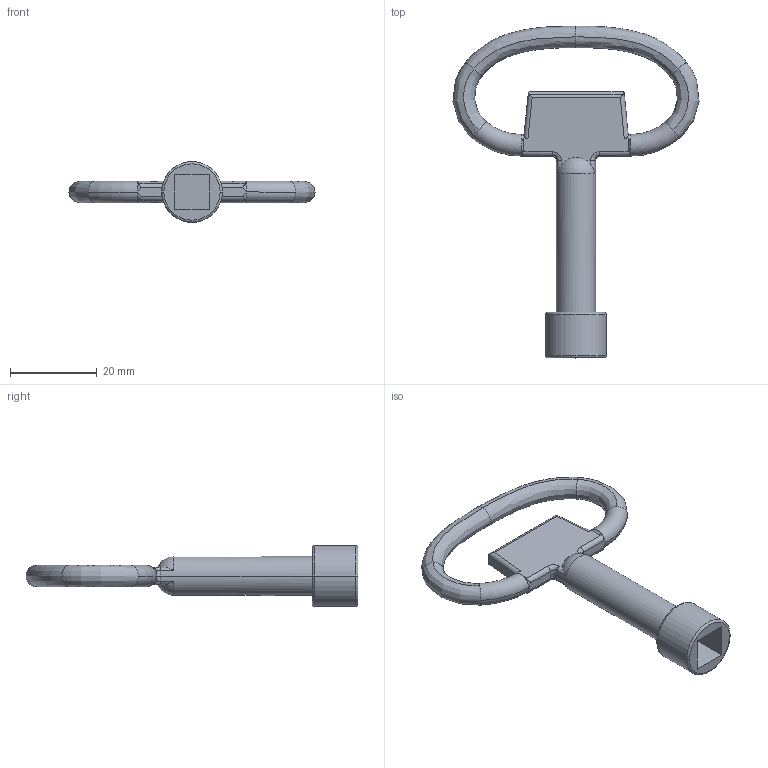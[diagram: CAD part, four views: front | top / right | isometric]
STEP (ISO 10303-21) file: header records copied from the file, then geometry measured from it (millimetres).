
FILE_DESCRIPTION (( 'STEP AP214' ), '1' );
FILE_NAME ('03176-Key for 8MM Square Drive Stainless Steel.STEP', '2025-02-12T22:18:21', ( '' ), ( '' ), 'SwSTEP 2.0', 'SolidWorks 2024', '' );
FILE_SCHEMA (( 'AUTOMOTIVE_DESIGN' ));
Length unit declared in the file: millimetre
Products named in the file (1): 03176-Key for 8MM Square Drive Stainless Steel
Bounding box: 56.72 x 76.5 x 14 mm (x, y, z)
Volume: 6751.4 mm3; surface area: 4474.9 mm2
Topology: 1 solids, 1 shells, 83 faces, 206 edges, 121 vertices
Faces by surface type: cylinder 34, bspline 20, plane 16, torus 13
Entity records: 4205 total; most frequent: CARTESIAN_POINT 2459, ORIENTED_EDGE 404, DIRECTION 310, EDGE_CURVE 202, AXIS2_PLACEMENT_3D 122, VERTEX_POINT 121, EDGE_LOOP 85, ADVANCED_FACE 83
